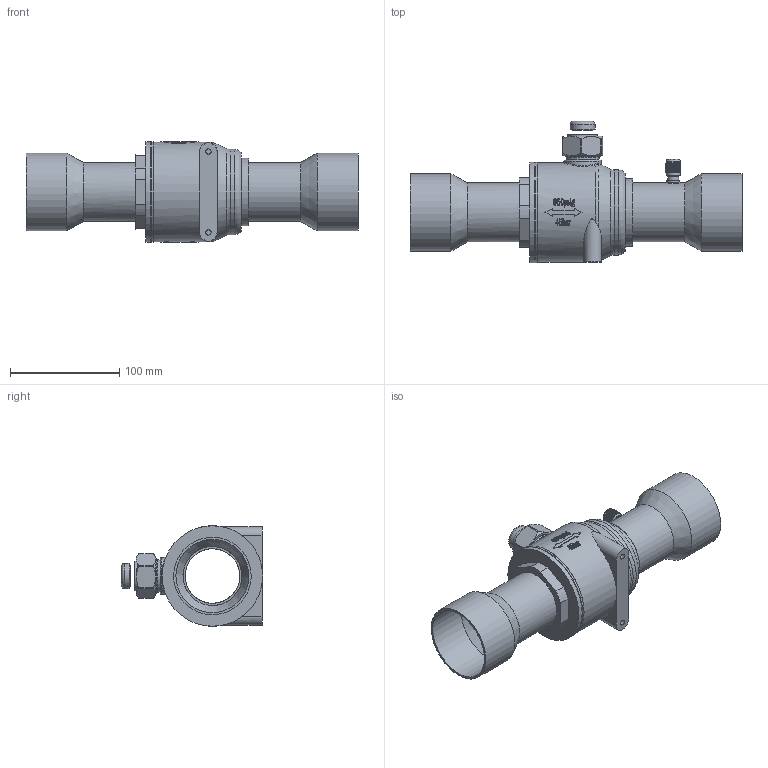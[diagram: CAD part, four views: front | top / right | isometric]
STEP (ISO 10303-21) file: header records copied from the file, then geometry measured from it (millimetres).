
FILE_DESCRIPTION(/* description */ (''),/* implementation_level */ '2;1');
FILE_NAME(/* name */ '009L7066R.stp',/* time_stamp */ '2022-08-08T16:40:33+03:00',/* author */ ('U403152'),/* organization */ (''),/* preprocessor_version */ 'ST-DEVELOPER v18.1',/* originating_system */ 'Autodesk Inventor 2020',/* authorisation */ '');
FILE_SCHEMA (('AUTOMOTIVE_DESIGN { 1 0 10303 214 3 1 1 }'));
Products named in the file (1): Part1
Bounding box: 304 x 129.4 x 92 mm (x, y, z)
Volume: 345601 mm3; surface area: 152707.8 mm2
Topology: 1 solids, 4 shells, 1960 faces, 5158 edges, 3450 vertices
Faces by surface type: plane 1268, cylinder 393, bspline 262, cone 29, torus 8
Full cylindrical faces by diameter (mm): 3.9 x1, 4.63 x1, 5 x2, 5.8 x1, 8 x1, 9 x2, 9.8 x2, 10 x1, 12 x1, 13 x2, 13.8 x1, 19 x1, 23 x1, 27.3 x1, 30.2 x1, 32 x1, 34 x1, 50 x2, 54 x3, 62 x1, 67 x2, 68 x1, 71 x2, 78 x1, 78.4 x1, 80 x1, 80.5 x1, 84.2 x1, 90.8 x1, 92 x2
Entity records: 114027 total; most frequent: CARTESIAN_POINT 62387, DIRECTION 10972, ORIENTED_EDGE 10316, EDGE_CURVE 5158, AXIS2_PLACEMENT_3D 4723, VERTEX_POINT 3450, EDGE_LOOP 2210, ELLIPSE 2143
